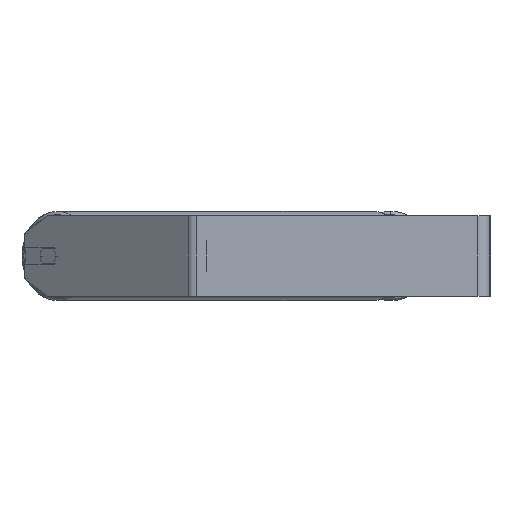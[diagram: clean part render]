
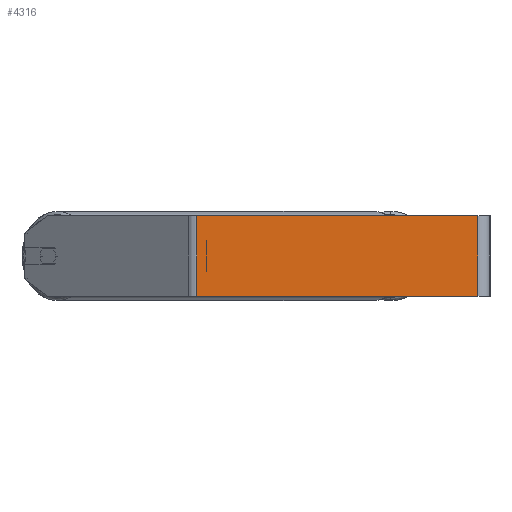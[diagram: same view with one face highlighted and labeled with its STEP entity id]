
A CAD part, left-side view. The second image highlights one B-rep face of the part: STEP entity #4316.
In plain terms, the highlighted planar face has unit normal (-1, 0, 0).
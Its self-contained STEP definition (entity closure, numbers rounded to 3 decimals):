
#255 = LINE ( 'NONE', #1621, #1844 ) ;
#512 = FACE_OUTER_BOUND ( 'NONE', #5035, .T. ) ;
#531 = DIRECTION ( 'NONE',  ( 0., -1., 0. ) ) ;
#782 = EDGE_CURVE ( 'NONE', #7754, #3180, #6024, .T. ) ;
#1350 = CARTESIAN_POINT ( 'NONE',  ( -800., 12., 40. ) ) ;
#1621 = CARTESIAN_POINT ( 'NONE',  ( -800., 292.547, 40. ) ) ;
#1681 = AXIS2_PLACEMENT_3D ( 'NONE', #2405, #1877, #3750 ) ;
#1844 = VECTOR ( 'NONE', #3580, 1000. ) ;
#1853 = CARTESIAN_POINT ( 'NONE',  ( -800., 296.914, -40. ) ) ;
#1877 = DIRECTION ( 'NONE',  ( 1., 0., 0. ) ) ;
#2261 = VECTOR ( 'NONE', #4058, 1000. ) ;
#2405 = CARTESIAN_POINT ( 'NONE',  ( -800., 296.914, 40. ) ) ;
#2448 = PLANE ( 'NONE',  #1681 ) ;
#2740 = LINE ( 'NONE', #5454, #7928 ) ;
#3180 = VERTEX_POINT ( 'NONE', #4365 ) ;
#3580 = DIRECTION ( 'NONE',  ( 0., 0., -1. ) ) ;
#3750 = DIRECTION ( 'NONE',  ( 0., 0., -1. ) ) ;
#3965 = ORIENTED_EDGE ( 'NONE', *, *, #782, .T. ) ;
#4058 = DIRECTION ( 'NONE',  ( 0., 0., -1. ) ) ;
#4207 = VECTOR ( 'NONE', #531, 1000. ) ;
#4316 = ADVANCED_FACE ( 'NONE', ( #512 ), #2448, .F. ) ;
#4365 = CARTESIAN_POINT ( 'NONE',  ( -800., 12., -40. ) ) ;
#4728 = ORIENTED_EDGE ( 'NONE', *, *, #6522, .F. ) ;
#5035 = EDGE_LOOP ( 'NONE', ( #3965, #6371, #4728, #5438 ) ) ;
#5291 = CARTESIAN_POINT ( 'NONE',  ( -800., 12., 40. ) ) ;
#5343 = EDGE_CURVE ( 'NONE', #7499, #3180, #7421, .T. ) ;
#5438 = ORIENTED_EDGE ( 'NONE', *, *, #6868, .T. ) ;
#5454 = CARTESIAN_POINT ( 'NONE',  ( -800., 296.914, 40. ) ) ;
#6024 = LINE ( 'NONE', #1853, #4207 ) ;
#6371 = ORIENTED_EDGE ( 'NONE', *, *, #5343, .F. ) ;
#6522 = EDGE_CURVE ( 'NONE', #7729, #7499, #2740, .T. ) ;
#6868 = EDGE_CURVE ( 'NONE', #7729, #7754, #255, .T. ) ;
#7421 = LINE ( 'NONE', #1350, #2261 ) ;
#7499 = VERTEX_POINT ( 'NONE', #5291 ) ;
#7729 = VERTEX_POINT ( 'NONE', #8372 ) ;
#7754 = VERTEX_POINT ( 'NONE', #8507 ) ;
#7928 = VECTOR ( 'NONE', #8143, 1000. ) ;
#8143 = DIRECTION ( 'NONE',  ( 0., -1., 0. ) ) ;
#8372 = CARTESIAN_POINT ( 'NONE',  ( -800., 292.547, 40. ) ) ;
#8507 = CARTESIAN_POINT ( 'NONE',  ( -800., 292.547, -40. ) ) ;
